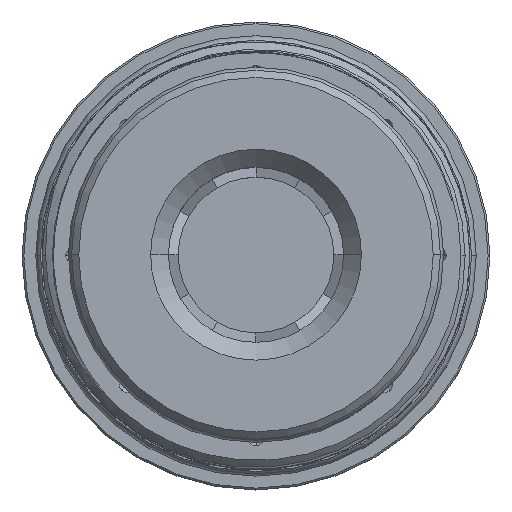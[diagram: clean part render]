
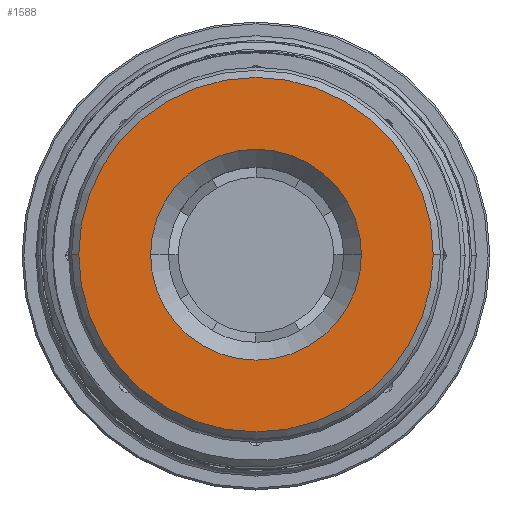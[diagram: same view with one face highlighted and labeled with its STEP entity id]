
A CAD part, top view. The second image highlights one B-rep face of the part: STEP entity #1588.
In plain terms, the highlighted planar face has unit normal (0, 0, 1).
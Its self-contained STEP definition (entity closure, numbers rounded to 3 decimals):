
#985 = FACE_OUTER_BOUND ( 'NONE', #4193, .T. ) ;
#1002 = FACE_BOUND ( 'NONE', #3532, .T. ) ;
#1588 = ADVANCED_FACE ( 'NONE', ( #1002, #985 ), #8714, .T. ) ;
#2061 = ORIENTED_EDGE ( 'NONE', *, *, #18089, .T. ) ;
#2068 = ORIENTED_EDGE ( 'NONE', *, *, #18091, .T. ) ;
#2069 = ORIENTED_EDGE ( 'NONE', *, *, #17276, .T. ) ;
#2070 = ORIENTED_EDGE ( 'NONE', *, *, #17270, .T. ) ;
#3532 = EDGE_LOOP ( 'NONE', ( #2061, #2070 ) ) ;
#4193 = EDGE_LOOP ( 'NONE', ( #2069, #2068 ) ) ;
#6323 = VERTEX_POINT ( 'NONE', #8934 ) ;
#6361 = VERTEX_POINT ( 'NONE', #8950 ) ;
#6445 = VERTEX_POINT ( 'NONE', #9002 ) ;
#7116 = VERTEX_POINT ( 'NONE', #9432 ) ;
#8711 = CARTESIAN_POINT ( 'NONE',  ( 20.64, 0., 85.95 ) ) ;
#8714 = PLANE ( 'NONE',  #10086 ) ;
#8716 = DIRECTION ( 'NONE',  ( 0., 0., 1. ) ) ;
#8717 = DIRECTION ( 'NONE',  ( 1., 0., 0. ) ) ;
#8934 = CARTESIAN_POINT ( 'NONE',  ( -11.8, 0., 85.95 ) ) ;
#8950 = CARTESIAN_POINT ( 'NONE',  ( 19.84, 0., 85.95 ) ) ;
#9002 = CARTESIAN_POINT ( 'NONE',  ( 11.8, 0., 85.95 ) ) ;
#9432 = CARTESIAN_POINT ( 'NONE',  ( -19.84, 0., 85.95 ) ) ;
#10086 = AXIS2_PLACEMENT_3D ( 'NONE', #8711, #8716, #8717 ) ;
#10788 = CIRCLE ( 'NONE', #12772, 11.8 ) ;
#10793 = CIRCLE ( 'NONE', #12746, 19.84 ) ;
#11318 = CIRCLE ( 'NONE', #12683, 11.8 ) ;
#11321 = CIRCLE ( 'NONE', #12668, 19.84 ) ;
#12668 = AXIS2_PLACEMENT_3D ( 'NONE', #16146, #16147, #16148 ) ;
#12683 = AXIS2_PLACEMENT_3D ( 'NONE', #16141, #16142, #16143 ) ;
#12746 = AXIS2_PLACEMENT_3D ( 'NONE', #13639, #13640, #13641 ) ;
#12772 = AXIS2_PLACEMENT_3D ( 'NONE', #13578, #13579, #13580 ) ;
#13578 = CARTESIAN_POINT ( 'NONE',  ( 0., 0., 85.95 ) ) ;
#13579 = DIRECTION ( 'NONE',  ( 0., 0., -1. ) ) ;
#13580 = DIRECTION ( 'NONE',  ( 1., 0., 0. ) ) ;
#13639 = CARTESIAN_POINT ( 'NONE',  ( 0., 0., 85.95 ) ) ;
#13640 = DIRECTION ( 'NONE',  ( 0., 0., 1. ) ) ;
#13641 = DIRECTION ( 'NONE',  ( 1., 0., 0. ) ) ;
#16141 = CARTESIAN_POINT ( 'NONE',  ( 0., 0., 85.95 ) ) ;
#16142 = DIRECTION ( 'NONE',  ( 0., 0., -1. ) ) ;
#16143 = DIRECTION ( 'NONE',  ( 1., 0., 0. ) ) ;
#16146 = CARTESIAN_POINT ( 'NONE',  ( 0., 0., 85.95 ) ) ;
#16147 = DIRECTION ( 'NONE',  ( 0., 0., 1. ) ) ;
#16148 = DIRECTION ( 'NONE',  ( 1., 0., 0. ) ) ;
#17270 = EDGE_CURVE ( 'NONE', #6323, #6445, #10788, .T. ) ;
#17276 = EDGE_CURVE ( 'NONE', #7116, #6361, #10793, .T. ) ;
#18089 = EDGE_CURVE ( 'NONE', #6445, #6323, #11318, .T. ) ;
#18091 = EDGE_CURVE ( 'NONE', #6361, #7116, #11321, .T. ) ;
